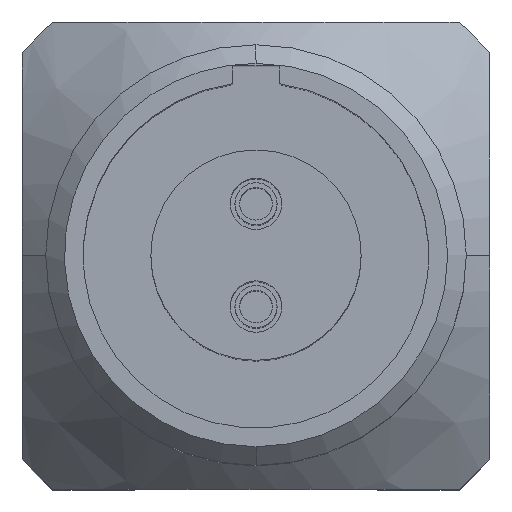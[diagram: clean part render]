
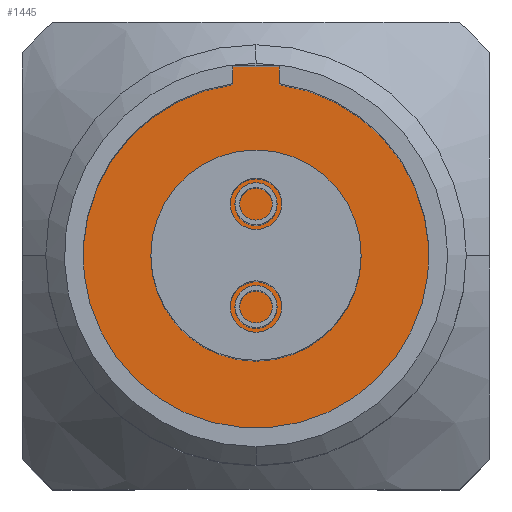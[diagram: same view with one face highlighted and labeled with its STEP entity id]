
A CAD part, top view. The second image highlights one B-rep face of the part: STEP entity #1445.
In plain terms, the highlighted planar face has unit normal (0, 0, 1).
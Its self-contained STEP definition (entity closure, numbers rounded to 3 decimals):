
#1385=CARTESIAN_POINT('',(4.5,0.0,3.3));
#1386=VERTEX_POINT('',#1385);
#1393=CARTESIAN_POINT('',(-4.5,0.,3.3));
#1394=VERTEX_POINT('',#1393);
#1395=CARTESIAN_POINT('',(0.,0.0,3.3));
#1396=DIRECTION('',(0.0,0.0,-1.0));
#1397=DIRECTION('',(1.0,0.0,0.0));
#1398=AXIS2_PLACEMENT_3D('',#1395,#1396,#1397);
#1399=CIRCLE('',#1398,4.5);
#1400=EDGE_CURVE('',#1386,#1394,#1399,.T.);
#1426=CARTESIAN_POINT('',(0.,0.0,3.3));
#1427=DIRECTION('',(0.0,0.0,-1.0));
#1428=DIRECTION('',(1.0,0.0,0.0));
#1429=AXIS2_PLACEMENT_3D('',#1426,#1427,#1428);
#1430=CIRCLE('',#1429,4.5);
#1431=EDGE_CURVE('',#1394,#1386,#1430,.T.);
#1436=CARTESIAN_POINT('',(0.,0.0,3.3));
#1437=DIRECTION('',(0.0,0.0,-1.0));
#1438=DIRECTION('',(-1.0,0.0,0.0));
#1439=AXIS2_PLACEMENT_3D('',#1436,#1437,#1438);
#1440=PLANE('',#1439);
#1441=ORIENTED_EDGE('',*,*,#1400,.F.);
#1442=ORIENTED_EDGE('',*,*,#1431,.F.);
#1443=EDGE_LOOP('',(#1441,#1442));
#1444=FACE_OUTER_BOUND('',#1443,.T.);
#1445=ADVANCED_FACE('',(#1444),#1440,.F.);
